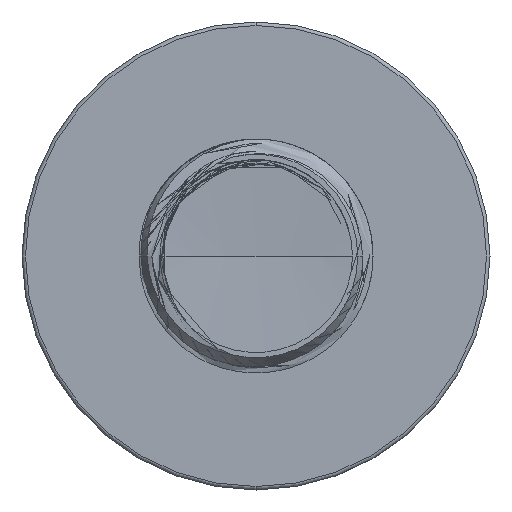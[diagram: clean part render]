
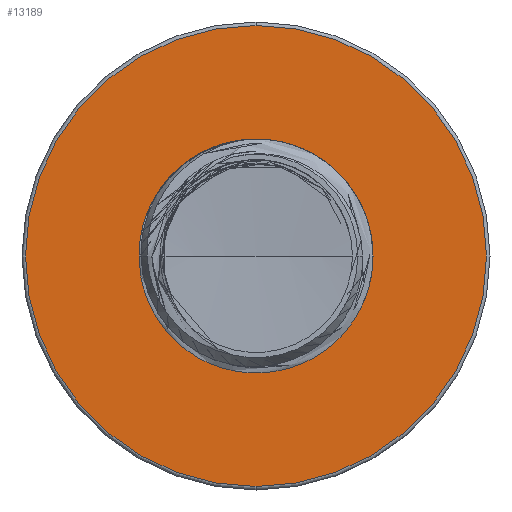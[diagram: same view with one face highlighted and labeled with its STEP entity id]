
A CAD part, front view. The second image highlights one B-rep face of the part: STEP entity #13189.
In plain terms, the highlighted planar face has unit normal (0, -1, 0).
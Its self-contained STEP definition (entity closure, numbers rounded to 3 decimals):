
#849 = ORIENTED_EDGE ( 'NONE', *, *, #9697, .F. ) ;
#5638 = EDGE_LOOP ( 'NONE', ( #32202, #849 ) ) ;
#5645 = DIRECTION ( 'NONE',  ( 0., -1., 0. ) ) ;
#8821 = DIRECTION ( 'NONE',  ( 0., -1., 0. ) ) ;
#9460 = VERTEX_POINT ( 'NONE', #20543 ) ;
#9697 = EDGE_CURVE ( 'NONE', #25050, #14206, #35920, .T. ) ;
#9991 = ORIENTED_EDGE ( 'NONE', *, *, #18983, .T. ) ;
#10486 = CIRCLE ( 'NONE', #17010, 5.91 ) ;
#10600 = AXIS2_PLACEMENT_3D ( 'NONE', #30593, #5645, #34540 ) ;
#13189 = ADVANCED_FACE ( 'NONE', ( #17843, #25053 ), #39475, .T. ) ;
#14206 = VERTEX_POINT ( 'NONE', #19595 ) ;
#17010 = AXIS2_PLACEMENT_3D ( 'NONE', #19733, #45984, #23940 ) ;
#17843 = FACE_OUTER_BOUND ( 'NONE', #34513, .T. ) ;
#18219 = DIRECTION ( 'NONE',  ( 0., -1., 0. ) ) ;
#18228 = DIRECTION ( 'NONE',  ( 0., 0., -1. ) ) ;
#18362 = CARTESIAN_POINT ( 'NONE',  ( 0., 40., 0. ) ) ;
#18983 = EDGE_CURVE ( 'NONE', #20807, #9460, #10486, .T. ) ;
#19595 = CARTESIAN_POINT ( 'NONE',  ( 0., 40., -2.923 ) ) ;
#19733 = CARTESIAN_POINT ( 'NONE',  ( 0., 40., 0. ) ) ;
#20543 = CARTESIAN_POINT ( 'NONE',  ( 0., 40., 5.91 ) ) ;
#20807 = VERTEX_POINT ( 'NONE', #25024 ) ;
#21219 = ORIENTED_EDGE ( 'NONE', *, *, #37348, .T. ) ;
#22937 = AXIS2_PLACEMENT_3D ( 'NONE', #39744, #39419, #39312 ) ;
#23940 = DIRECTION ( 'NONE',  ( 0., 0., -1. ) ) ;
#24095 = CIRCLE ( 'NONE', #28111, 5.91 ) ;
#25024 = CARTESIAN_POINT ( 'NONE',  ( 0., 40., -5.91 ) ) ;
#25050 = VERTEX_POINT ( 'NONE', #44189 ) ;
#25053 = FACE_BOUND ( 'NONE', #5638, .T. ) ;
#28100 = AXIS2_PLACEMENT_3D ( 'NONE', #18362, #18219, #18228 ) ;
#28111 = AXIS2_PLACEMENT_3D ( 'NONE', #33710, #8821, #37626 ) ;
#29121 = CIRCLE ( 'NONE', #10600, 2.923 ) ;
#30593 = CARTESIAN_POINT ( 'NONE',  ( 0., 40., 0. ) ) ;
#32202 = ORIENTED_EDGE ( 'NONE', *, *, #45782, .F. ) ;
#33710 = CARTESIAN_POINT ( 'NONE',  ( 0., 40., 0. ) ) ;
#34513 = EDGE_LOOP ( 'NONE', ( #9991, #21219 ) ) ;
#34540 = DIRECTION ( 'NONE',  ( 0., 0., -1. ) ) ;
#35920 = CIRCLE ( 'NONE', #28100, 2.923 ) ;
#37348 = EDGE_CURVE ( 'NONE', #9460, #20807, #24095, .T. ) ;
#37626 = DIRECTION ( 'NONE',  ( 0., 0., -1. ) ) ;
#39312 = DIRECTION ( 'NONE',  ( 0., 0., -1. ) ) ;
#39419 = DIRECTION ( 'NONE',  ( 0., -1., 0. ) ) ;
#39475 = PLANE ( 'NONE',  #22937 ) ;
#39744 = CARTESIAN_POINT ( 'NONE',  ( 0., 40., 2.923 ) ) ;
#44189 = CARTESIAN_POINT ( 'NONE',  ( 0., 40., 2.923 ) ) ;
#45782 = EDGE_CURVE ( 'NONE', #14206, #25050, #29121, .T. ) ;
#45984 = DIRECTION ( 'NONE',  ( 0., -1., 0. ) ) ;
